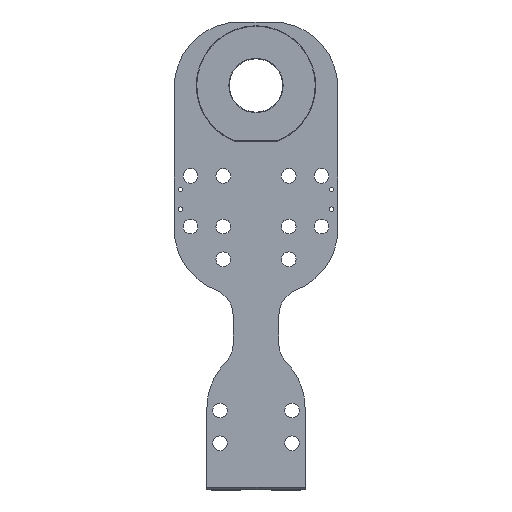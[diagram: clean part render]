
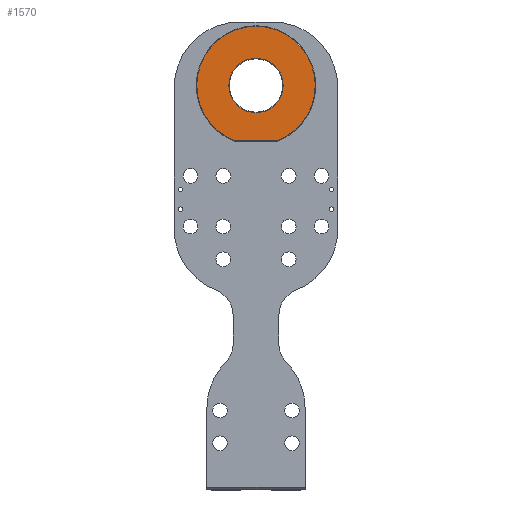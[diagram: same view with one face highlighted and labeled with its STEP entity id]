
A CAD part, left-side view. The second image highlights one B-rep face of the part: STEP entity #1570.
In plain terms, the highlighted planar face has unit normal (-1, 0, 0).
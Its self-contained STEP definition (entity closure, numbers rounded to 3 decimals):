
#74=PLANE('',#7135);
#554=FACE_BOUND('',#2701,.T.);
#555=FACE_BOUND('',#2702,.T.);
#1480=CIRCLE('',#7133,83.);
#1481=CIRCLE('',#7134,181.);
#1570=ADVANCED_FACE('',(#554,#555),#74,.T.);
#2701=EDGE_LOOP('',(#4319));
#2702=EDGE_LOOP('',(#4320,#4321));
#3333=LINE('',#10901,#3484);
#3484=VECTOR('',#8633,1.);
#4319=ORIENTED_EDGE('',*,*,#6381,.T.);
#4320=ORIENTED_EDGE('',*,*,#6382,.T.);
#4321=ORIENTED_EDGE('',*,*,#6383,.T.);
#5665=VERTEX_POINT('',#10900);
#5666=VERTEX_POINT('',#10902);
#5667=VERTEX_POINT('',#10903);
#6381=EDGE_CURVE('',#5665,#5665,#1480,.T.);
#6382=EDGE_CURVE('',#5666,#5667,#3333,.T.);
#6383=EDGE_CURVE('',#5667,#5666,#1481,.T.);
#7133=AXIS2_PLACEMENT_3D('',#10899,#8631,#8632);
#7134=AXIS2_PLACEMENT_3D('',#10904,#8634,#8635);
#7135=AXIS2_PLACEMENT_3D('',#10905,#8636,#8637);
#8631=DIRECTION('',(1.,0.,0.));
#8632=DIRECTION('',(0.,-1.,0.));
#8633=DIRECTION('',(0.,-1.,0.));
#8634=DIRECTION('',(-1.,0.,0.));
#8635=DIRECTION('',(0.,-1.,0.));
#8636=DIRECTION('',(-1.,0.,0.));
#8637=DIRECTION('',(0.,-1.,0.));
#10899=CARTESIAN_POINT('',(-15.,150.,1236.));
#10900=CARTESIAN_POINT('',(-15.,67.,1236.));
#10901=CARTESIAN_POINT('',(-15.,83.62,1067.5));
#10902=CARTESIAN_POINT('',(-15.,216.097,1067.5));
#10903=CARTESIAN_POINT('',(-15.,83.903,1067.5));
#10904=CARTESIAN_POINT('',(-15.,150.,1236.));
#10905=CARTESIAN_POINT('',(-15.,-32.5,1236.));
